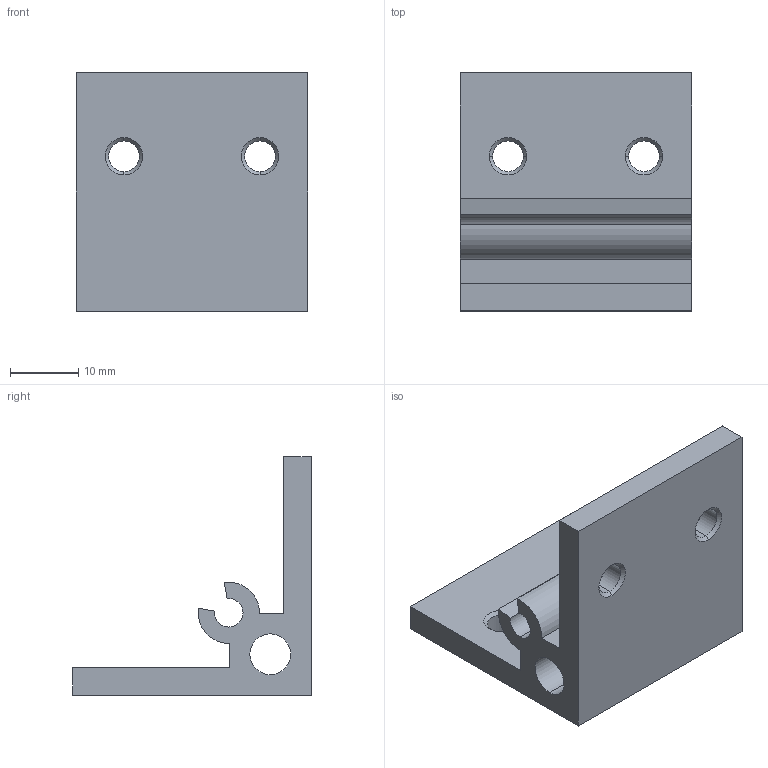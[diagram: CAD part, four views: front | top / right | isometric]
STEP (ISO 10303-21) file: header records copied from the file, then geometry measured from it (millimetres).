
FILE_DESCRIPTION (( 'STEP AP214' ), '1' );
FILE_NAME ('SNSD.30.52.21. Óãëîâîé àëþìèíèåâûé ñîåäèíèòåëü 20õ40, ïàç 6(H04).STEP', '2015-01-13T09:04:03', ( 'XTreme.ws' ), ( 'XTreme.ws' ), 'SwSTEP 2.0', 'SolidWorks 2014', '' );
FILE_SCHEMA (( 'AUTOMOTIVE_DESIGN' ));
Length unit declared in the file: millimetre
Products named in the file (2): SNSD.30.52.21. Óãëîâîé àëþìèíèåâûé ñîåäèíèòåëü 20õ40, ïàç 6(H04)
Bounding box: 34 x 35 x 35 mm (x, y, z)
Volume: 10754.1 mm3; surface area: 6868.1 mm2
Topology: 1 solids, 1 shells, 44 faces, 110 edges, 68 vertices
Faces by surface type: cylinder 16, cone 16, plane 12
Entity records: 1383 total; most frequent: DIRECTION 250, CARTESIAN_POINT 224, ORIENTED_EDGE 220, EDGE_CURVE 110, AXIS2_PLACEMENT_3D 94, VERTEX_POINT 68, LINE 62, VECTOR 62
